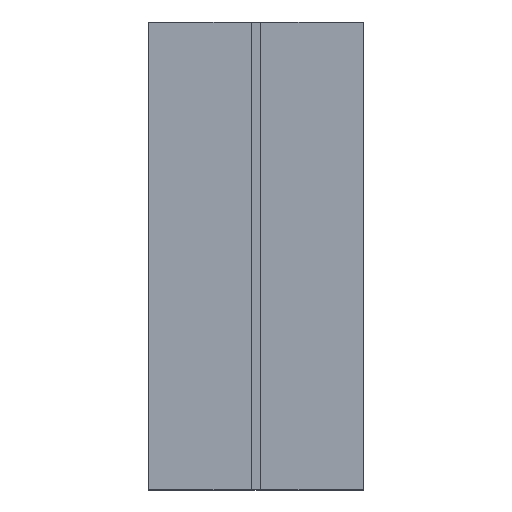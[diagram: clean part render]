
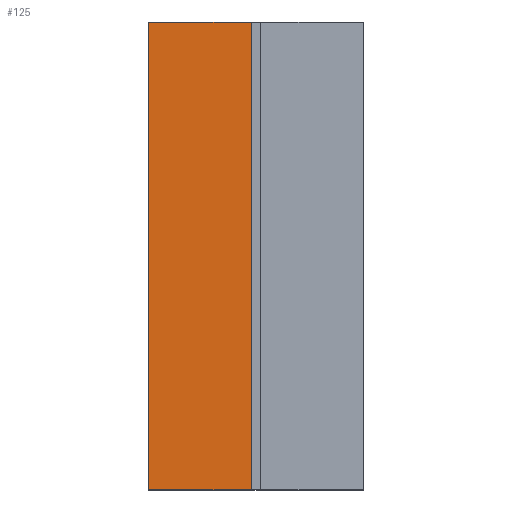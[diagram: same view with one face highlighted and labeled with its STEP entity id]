
A CAD part, top view. The second image highlights one B-rep face of the part: STEP entity #125.
In plain terms, the highlighted planar face has unit normal (0, 0, 1).
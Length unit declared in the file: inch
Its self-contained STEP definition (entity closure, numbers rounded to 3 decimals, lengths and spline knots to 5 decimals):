
#64=CARTESIAN_POINT('',(10.96325,13.20541,-0.4685));
#65=VERTEX_POINT('',#64);
#72=CARTESIAN_POINT('',(10.96325,7.20541,-0.4685));
#73=VERTEX_POINT('',#72);
#74=CARTESIAN_POINT('',(10.96325,7.20541,-0.4685));
#75=DIRECTION('',(0.,1.,0.));
#76=VECTOR('',#75,1.);
#77=LINE('',#74,#76);
#78=EDGE_CURVE('',#73,#65,#77,.T.);
#95=CARTESIAN_POINT('',(9.65075,13.20541,-0.4685));
#96=VERTEX_POINT('',#95);
#97=CARTESIAN_POINT('',(9.65075,13.20541,-0.4685));
#98=DIRECTION('',(-1.,0.,0.));
#99=VECTOR('',#98,1.);
#100=LINE('',#97,#99);
#101=EDGE_CURVE('',#65,#96,#100,.T.);
#102=ORIENTED_EDGE('',*,*,#101,.T.);
#103=CARTESIAN_POINT('',(9.65075,7.20541,-0.4685));
#104=VERTEX_POINT('',#103);
#105=CARTESIAN_POINT('',(9.65075,7.20541,-0.4685));
#106=DIRECTION('',(0.,1.,0.));
#107=VECTOR('',#106,1.);
#108=LINE('',#105,#107);
#109=EDGE_CURVE('',#104,#96,#108,.T.);
#110=ORIENTED_EDGE('',*,*,#109,.F.);
#111=CARTESIAN_POINT('',(9.65075,7.20541,-0.4685));
#112=DIRECTION('',(1.,0.,0.));
#113=VECTOR('',#112,1.);
#114=LINE('',#111,#113);
#115=EDGE_CURVE('',#104,#73,#114,.T.);
#116=ORIENTED_EDGE('',*,*,#115,.T.);
#117=ORIENTED_EDGE('',*,*,#78,.T.);
#118=EDGE_LOOP('',(#102,#110,#116,#117));
#119=FACE_OUTER_BOUND('',#118,.T.);
#120=CARTESIAN_POINT('',(10.307,7.20541,-0.4685));
#121=DIRECTION('',(0.,0.,1.));
#122=DIRECTION('',(1.,0.,0.));
#123=AXIS2_PLACEMENT_3D('',#120,#121,#122);
#124=PLANE('',#123);
#125=ADVANCED_FACE('',(#119),#124,.T.);
